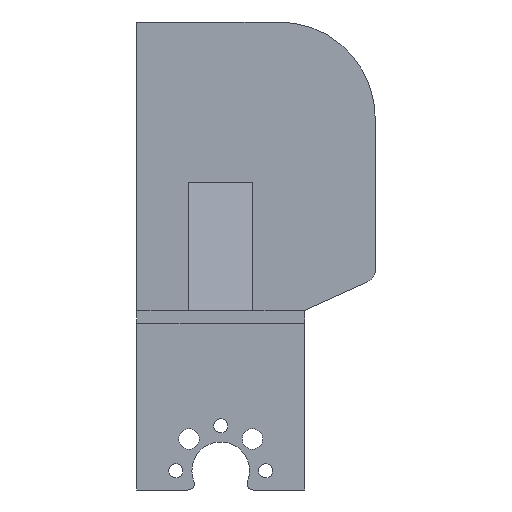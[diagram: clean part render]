
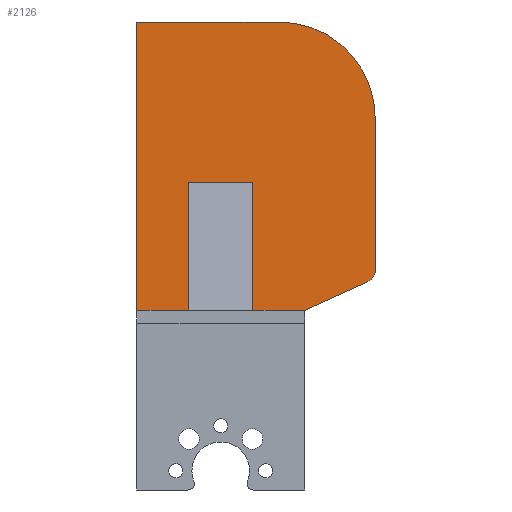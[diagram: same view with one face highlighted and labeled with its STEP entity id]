
A CAD part, left-side view. The second image highlights one B-rep face of the part: STEP entity #2126.
In plain terms, the highlighted planar face has unit normal (-1, 0, 0).
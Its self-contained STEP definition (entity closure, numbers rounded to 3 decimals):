
#703 = VERTEX_POINT('',#704);
#704 = CARTESIAN_POINT('',(-13.6,-13.1,0.));
#865 = VERTEX_POINT('',#866);
#866 = CARTESIAN_POINT('',(-13.6,13.1,0.));
#874 = EDGE_CURVE('',#865,#875,#877,.T.);
#875 = VERTEX_POINT('',#876);
#876 = CARTESIAN_POINT('',(-13.6,13.1,45.));
#877 = LINE('',#878,#879);
#878 = CARTESIAN_POINT('',(-13.6,13.1,0.));
#879 = VECTOR('',#880,1.);
#880 = DIRECTION('',(0.,0.,1.));
#1000 = VERTEX_POINT('',#1001);
#1001 = CARTESIAN_POINT('',(-13.6,-5.,0.));
#1009 = EDGE_CURVE('',#1000,#703,#1010,.T.);
#1010 = LINE('',#1011,#1012);
#1011 = CARTESIAN_POINT('',(-13.6,13.1,0.));
#1012 = VECTOR('',#1013,1.);
#1013 = DIRECTION('',(0.,-1.,0.));
#1023 = EDGE_CURVE('',#703,#1024,#1026,.T.);
#1024 = VERTEX_POINT('',#1025);
#1025 = CARTESIAN_POINT('',(-13.6,-22.928,4.467));
#1026 = LINE('',#1027,#1028);
#1027 = CARTESIAN_POINT('',(-13.6,-13.1,0.));
#1028 = VECTOR('',#1029,1.);
#1029 = DIRECTION('',(0.,-0.91,0.414));
#1366 = EDGE_CURVE('',#875,#1367,#1369,.T.);
#1367 = VERTEX_POINT('',#1368);
#1368 = CARTESIAN_POINT('',(-13.6,-9.1,45.));
#1369 = LINE('',#1370,#1371);
#1370 = CARTESIAN_POINT('',(-13.6,13.1,45.));
#1371 = VECTOR('',#1372,1.);
#1372 = DIRECTION('',(0.,-1.,0.));
#2126 = ADVANCED_FACE('',(#2127),#2187,.F.);
#2127 = FACE_BOUND('',#2128,.F.);
#2128 = EDGE_LOOP('',(#2129,#2139,#2146,#2147,#2148,#2156,#2164,#2172,
    #2178,#2179,#2180));
#2129 = ORIENTED_EDGE('',*,*,#2130,.F.);
#2130 = EDGE_CURVE('',#2131,#2133,#2135,.T.);
#2131 = VERTEX_POINT('',#2132);
#2132 = CARTESIAN_POINT('',(-13.6,-24.1,6.288));
#2133 = VERTEX_POINT('',#2134);
#2134 = CARTESIAN_POINT('',(-13.6,-24.1,30.));
#2135 = LINE('',#2136,#2137);
#2136 = CARTESIAN_POINT('',(-13.6,-24.1,0.));
#2137 = VECTOR('',#2138,1.);
#2138 = DIRECTION('',(0.,0.,1.));
#2139 = ORIENTED_EDGE('',*,*,#2140,.F.);
#2140 = EDGE_CURVE('',#1024,#2131,#2141,.T.);
#2141 = CIRCLE('',#2142,2.);
#2142 = AXIS2_PLACEMENT_3D('',#2143,#2144,#2145);
#2143 = CARTESIAN_POINT('',(-13.6,-22.1,6.288));
#2144 = DIRECTION('',(-1.,0.,0.));
#2145 = DIRECTION('',(0.,0.,1.));
#2146 = ORIENTED_EDGE('',*,*,#1023,.F.);
#2147 = ORIENTED_EDGE('',*,*,#1009,.F.);
#2148 = ORIENTED_EDGE('',*,*,#2149,.T.);
#2149 = EDGE_CURVE('',#1000,#2150,#2152,.T.);
#2150 = VERTEX_POINT('',#2151);
#2151 = CARTESIAN_POINT('',(-13.6,-5.,20.));
#2152 = LINE('',#2153,#2154);
#2153 = CARTESIAN_POINT('',(-13.6,-5.,4.656));
#2154 = VECTOR('',#2155,1.);
#2155 = DIRECTION('',(0.,0.,1.));
#2156 = ORIENTED_EDGE('',*,*,#2157,.T.);
#2157 = EDGE_CURVE('',#2150,#2158,#2160,.T.);
#2158 = VERTEX_POINT('',#2159);
#2159 = CARTESIAN_POINT('',(-13.6,5.,20.));
#2160 = LINE('',#2161,#2162);
#2161 = CARTESIAN_POINT('',(-13.6,9.05,20.));
#2162 = VECTOR('',#2163,1.);
#2163 = DIRECTION('',(0.,1.,0.));
#2164 = ORIENTED_EDGE('',*,*,#2165,.F.);
#2165 = EDGE_CURVE('',#2166,#2158,#2168,.T.);
#2166 = VERTEX_POINT('',#2167);
#2167 = CARTESIAN_POINT('',(-13.6,5.,0.));
#2168 = LINE('',#2169,#2170);
#2169 = CARTESIAN_POINT('',(-13.6,5.,4.656));
#2170 = VECTOR('',#2171,1.);
#2171 = DIRECTION('',(0.,0.,1.));
#2172 = ORIENTED_EDGE('',*,*,#2173,.F.);
#2173 = EDGE_CURVE('',#865,#2166,#2174,.T.);
#2174 = LINE('',#2175,#2176);
#2175 = CARTESIAN_POINT('',(-13.6,13.1,0.));
#2176 = VECTOR('',#2177,1.);
#2177 = DIRECTION('',(0.,-1.,0.));
#2178 = ORIENTED_EDGE('',*,*,#874,.T.);
#2179 = ORIENTED_EDGE('',*,*,#1366,.T.);
#2180 = ORIENTED_EDGE('',*,*,#2181,.F.);
#2181 = EDGE_CURVE('',#2133,#1367,#2182,.T.);
#2182 = CIRCLE('',#2183,15.);
#2183 = AXIS2_PLACEMENT_3D('',#2184,#2185,#2186);
#2184 = CARTESIAN_POINT('',(-13.6,-9.1,30.));
#2185 = DIRECTION('',(-1.,0.,0.));
#2186 = DIRECTION('',(0.,0.,-1.));
#2187 = PLANE('',#2188);
#2188 = AXIS2_PLACEMENT_3D('',#2189,#2190,#2191);
#2189 = CARTESIAN_POINT('',(-13.6,13.1,0.));
#2190 = DIRECTION('',(1.,0.,0.));
#2191 = DIRECTION('',(0.,-1.,0.));
